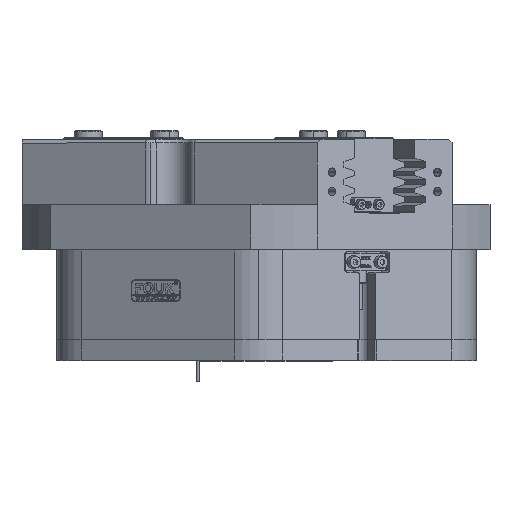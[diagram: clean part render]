
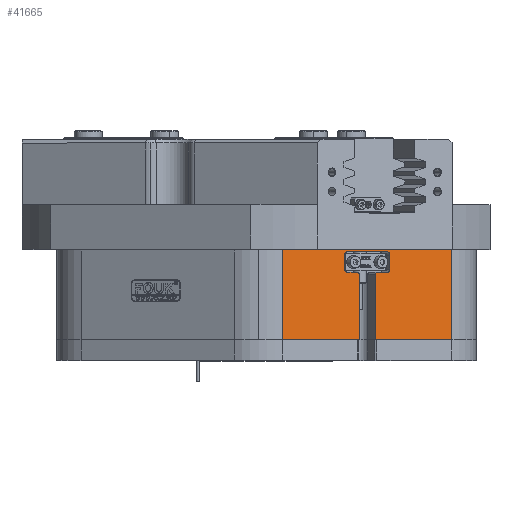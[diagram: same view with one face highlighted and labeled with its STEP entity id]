
A CAD part, top view. The second image highlights one B-rep face of the part: STEP entity #41665.
In plain terms, the highlighted planar face has unit normal (0.5, 0, 0.866).
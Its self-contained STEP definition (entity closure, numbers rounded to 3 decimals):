
#54 = DIRECTION ( 'NONE',  ( -0.866, 0., 0.5 ) ) ;
#213 = DIRECTION ( 'NONE',  ( 0.5, 0., 0.866 ) ) ;
#421 = CARTESIAN_POINT ( 'NONE',  ( 54.737, 51.8, 105.807 ) ) ;
#542 = AXIS2_PLACEMENT_3D ( 'NONE', #30666, #57958, #20894 ) ;
#1680 = LINE ( 'NONE', #19485, #53989 ) ;
#1873 = EDGE_CURVE ( 'NONE', #16580, #34767, #14374, .T. ) ;
#1934 = EDGE_CURVE ( 'NONE', #32874, #54077, #45232, .T. ) ;
#2079 = ORIENTED_EDGE ( 'NONE', *, *, #20052, .F. ) ;
#2194 = CARTESIAN_POINT ( 'NONE',  ( 48.242, 48.5, 109.557 ) ) ;
#2553 = DIRECTION ( 'NONE',  ( -0.866, 0., 0.5 ) ) ;
#2576 = EDGE_LOOP ( 'NONE', ( #12568, #32840, #17041, #52594, #47350, #48983, #39615, #36950, #56554, #49023, #2079, #8296, #11919, #34008, #37096, #24603, #33237, #36634 ) ) ;
#3561 = VERTEX_POINT ( 'NONE', #24619 ) ;
#4598 = CARTESIAN_POINT ( 'NONE',  ( 65.129, 37.5, 99.807 ) ) ;
#5001 = DIRECTION ( 'NONE',  ( 0.5, 0., 0.866 ) ) ;
#5495 = CARTESIAN_POINT ( 'NONE',  ( 238., 0., 0. ) ) ;
#5917 = DIRECTION ( 'NONE',  ( 0., 1., 0. ) ) ;
#6121 = CARTESIAN_POINT ( 'NONE',  ( 72.49, 48.5, 95.557 ) ) ;
#6533 = DIRECTION ( 'NONE',  ( 0.866, 0., -0.5 ) ) ;
#6722 = DIRECTION ( 'NONE',  ( 0.5, 0., 0.866 ) ) ;
#6956 = CARTESIAN_POINT ( 'NONE',  ( 238., 50.5, 0. ) ) ;
#7529 = EDGE_CURVE ( 'NONE', #41925, #40884, #28158, .T. ) ;
#7615 = EDGE_CURVE ( 'NONE', #22981, #35974, #14504, .T. ) ;
#7670 = EDGE_CURVE ( 'NONE', #22981, #49927, #53962, .T. ) ;
#7818 = LINE ( 'NONE', #5495, #8555 ) ;
#8296 = ORIENTED_EDGE ( 'NONE', *, *, #44784, .F. ) ;
#8470 = VERTEX_POINT ( 'NONE', #49448 ) ;
#8555 = VECTOR ( 'NONE', #14667, 1000. ) ;
#9369 = DIRECTION ( 'NONE',  ( 0.866, 0., -0.5 ) ) ;
#9476 = VECTOR ( 'NONE', #32484, 1000. ) ;
#9573 = EDGE_CURVE ( 'NONE', #25468, #41925, #17253, .T. ) ;
#9929 = FACE_OUTER_BOUND ( 'NONE', #2576, .T. ) ;
#10365 = EDGE_CURVE ( 'NONE', #16580, #23505, #59358, .T. ) ;
#11492 = VECTOR ( 'NONE', #54, 1000. ) ;
#11919 = ORIENTED_EDGE ( 'NONE', *, *, #41904, .F. ) ;
#12568 = ORIENTED_EDGE ( 'NONE', *, *, #32501, .T. ) ;
#12791 = CARTESIAN_POINT ( 'NONE',  ( 48.242, 38.5, 109.557 ) ) ;
#12850 = CARTESIAN_POINT ( 'NONE',  ( 65.129, 38.5, 99.807 ) ) ;
#14374 = LINE ( 'NONE', #56978, #24371 ) ;
#14456 = DIRECTION ( 'NONE',  ( 0.866, 0., -0.5 ) ) ;
#14504 = LINE ( 'NONE', #41499, #26667 ) ;
#14667 = DIRECTION ( 'NONE',  ( -0.866, 0., 0.5 ) ) ;
#14703 = CARTESIAN_POINT ( 'NONE',  ( 108., 637.01, 75.056 ) ) ;
#15244 = VERTEX_POINT ( 'NONE', #55226 ) ;
#16242 = EDGE_CURVE ( 'NONE', #3561, #35974, #23655, .T. ) ;
#16580 = VERTEX_POINT ( 'NONE', #12850 ) ;
#17041 = ORIENTED_EDGE ( 'NONE', *, *, #7615, .T. ) ;
#17185 = LINE ( 'NONE', #24219, #59482 ) ;
#17253 = LINE ( 'NONE', #26484, #50268 ) ;
#18242 = DIRECTION ( 'NONE',  ( 0., -1., 0. ) ) ;
#19300 = CARTESIAN_POINT ( 'NONE',  ( 48.242, 50.5, 109.557 ) ) ;
#19485 = CARTESIAN_POINT ( 'NONE',  ( 64.263, 637.01, 100.307 ) ) ;
#20052 = EDGE_CURVE ( 'NONE', #49829, #45994, #26470, .T. ) ;
#20112 = CARTESIAN_POINT ( 'NONE',  ( 70.758, 48.5, 96.557 ) ) ;
#20399 = EDGE_CURVE ( 'NONE', #8470, #15244, #7818, .T. ) ;
#20785 = DIRECTION ( 'NONE',  ( 0.5, 0., 0.866 ) ) ;
#20894 = DIRECTION ( 'NONE',  ( 0.866, 0., -0.5 ) ) ;
#21286 = CARTESIAN_POINT ( 'NONE',  ( 54.737, 37.5, 105.807 ) ) ;
#21769 = CARTESIAN_POINT ( 'NONE',  ( 11., 51.8, 131.059 ) ) ;
#22507 = CARTESIAN_POINT ( 'NONE',  ( 238., 0., 0. ) ) ;
#22981 = VERTEX_POINT ( 'NONE', #21769 ) ;
#23433 = CIRCLE ( 'NONE', #38919, 2. ) ;
#23505 = VERTEX_POINT ( 'NONE', #53783 ) ;
#23655 = LINE ( 'NONE', #22507, #11492 ) ;
#24219 = CARTESIAN_POINT ( 'NONE',  ( 238., 38.5, 0. ) ) ;
#24321 = LINE ( 'NONE', #26311, #59452 ) ;
#24371 = VECTOR ( 'NONE', #38520, 1000. ) ;
#24603 = ORIENTED_EDGE ( 'NONE', *, *, #10365, .T. ) ;
#24619 = CARTESIAN_POINT ( 'NONE',  ( 54.737, 0., 105.807 ) ) ;
#25060 = CARTESIAN_POINT ( 'NONE',  ( 46.51, 40.5, 110.557 ) ) ;
#25180 = DIRECTION ( 'NONE',  ( 0.866, 0., -0.5 ) ) ;
#25468 = VERTEX_POINT ( 'NONE', #29002 ) ;
#26311 = CARTESIAN_POINT ( 'NONE',  ( 54.737, 637.01, 105.807 ) ) ;
#26470 = LINE ( 'NONE', #6956, #53746 ) ;
#26484 = CARTESIAN_POINT ( 'NONE',  ( 46.51, 637.01, 110.557 ) ) ;
#26491 = CARTESIAN_POINT ( 'NONE',  ( 48.242, 40.5, 109.557 ) ) ;
#26667 = VECTOR ( 'NONE', #18242, 1000. ) ;
#26704 = EDGE_CURVE ( 'NONE', #15244, #23505, #1680, .T. ) ;
#28158 = CIRCLE ( 'NONE', #29184, 2. ) ;
#28237 = DIRECTION ( 'NONE',  ( 0.866, 0., -0.5 ) ) ;
#29002 = CARTESIAN_POINT ( 'NONE',  ( 46.51, 48.5, 110.557 ) ) ;
#29184 = AXIS2_PLACEMENT_3D ( 'NONE', #26491, #31098, #49572 ) ;
#30355 = CIRCLE ( 'NONE', #57802, 2. ) ;
#30666 = CARTESIAN_POINT ( 'NONE',  ( 53.871, 37.5, 106.307 ) ) ;
#30750 = VERTEX_POINT ( 'NONE', #50180 ) ;
#30897 = DIRECTION ( 'NONE',  ( 0., -1., 0. ) ) ;
#31098 = DIRECTION ( 'NONE',  ( 0.5, 0., 0.866 ) ) ;
#32484 = DIRECTION ( 'NONE',  ( 0.866, 0., -0.5 ) ) ;
#32501 = EDGE_CURVE ( 'NONE', #8470, #49927, #53165, .T. ) ;
#32654 = VERTEX_POINT ( 'NONE', #6121 ) ;
#32840 = ORIENTED_EDGE ( 'NONE', *, *, #7670, .F. ) ;
#32874 = VERTEX_POINT ( 'NONE', #21286 ) ;
#33237 = ORIENTED_EDGE ( 'NONE', *, *, #26704, .F. ) ;
#33921 = AXIS2_PLACEMENT_3D ( 'NONE', #2194, #20785, #25180 ) ;
#34008 = ORIENTED_EDGE ( 'NONE', *, *, #42271, .F. ) ;
#34140 = EDGE_CURVE ( 'NONE', #32874, #3561, #24321, .T. ) ;
#34767 = VERTEX_POINT ( 'NONE', #49536 ) ;
#35284 = CARTESIAN_POINT ( 'NONE',  ( 108., 51.8, 75.056 ) ) ;
#35331 = DIRECTION ( 'NONE',  ( 0., -1., 0. ) ) ;
#35974 = VERTEX_POINT ( 'NONE', #50620 ) ;
#36525 = AXIS2_PLACEMENT_3D ( 'NONE', #54356, #213, #14456 ) ;
#36634 = ORIENTED_EDGE ( 'NONE', *, *, #20399, .F. ) ;
#36950 = ORIENTED_EDGE ( 'NONE', *, *, #7529, .F. ) ;
#37096 = ORIENTED_EDGE ( 'NONE', *, *, #1873, .F. ) ;
#37803 = VECTOR ( 'NONE', #48520, 1000. ) ;
#37887 = DIRECTION ( 'NONE',  ( 0., 1., 0. ) ) ;
#38520 = DIRECTION ( 'NONE',  ( 0.866, 0., -0.5 ) ) ;
#38919 = AXIS2_PLACEMENT_3D ( 'NONE', #51074, #41838, #9369 ) ;
#39615 = ORIENTED_EDGE ( 'NONE', *, *, #52749, .F. ) ;
#40884 = VERTEX_POINT ( 'NONE', #12791 ) ;
#41499 = CARTESIAN_POINT ( 'NONE',  ( 11., 637.01, 131.059 ) ) ;
#41665 = ADVANCED_FACE ( 'NONE', ( #9929 ), #45160, .T. ) ;
#41838 = DIRECTION ( 'NONE',  ( 0.5, 0., 0.866 ) ) ;
#41904 = EDGE_CURVE ( 'NONE', #30750, #32654, #45720, .T. ) ;
#41925 = VERTEX_POINT ( 'NONE', #25060 ) ;
#42034 = DIRECTION ( 'NONE',  ( 0.866, 0., -0.5 ) ) ;
#42271 = EDGE_CURVE ( 'NONE', #34767, #30750, #23433, .T. ) ;
#42477 = EDGE_CURVE ( 'NONE', #45994, #25468, #58617, .T. ) ;
#42965 = CARTESIAN_POINT ( 'NONE',  ( 70.758, 50.5, 96.557 ) ) ;
#43541 = AXIS2_PLACEMENT_3D ( 'NONE', #4598, #5001, #42034 ) ;
#44784 = EDGE_CURVE ( 'NONE', #32654, #49829, #30355, .T. ) ;
#45160 = PLANE ( 'NONE',  #36525 ) ;
#45232 = CIRCLE ( 'NONE', #542, 1. ) ;
#45720 = LINE ( 'NONE', #57330, #37803 ) ;
#45994 = VERTEX_POINT ( 'NONE', #19300 ) ;
#47350 = ORIENTED_EDGE ( 'NONE', *, *, #34140, .F. ) ;
#48520 = DIRECTION ( 'NONE',  ( 0., 1., 0. ) ) ;
#48983 = ORIENTED_EDGE ( 'NONE', *, *, #1934, .T. ) ;
#49023 = ORIENTED_EDGE ( 'NONE', *, *, #42477, .F. ) ;
#49448 = CARTESIAN_POINT ( 'NONE',  ( 108., 0., 75.056 ) ) ;
#49536 = CARTESIAN_POINT ( 'NONE',  ( 70.758, 38.5, 96.557 ) ) ;
#49572 = DIRECTION ( 'NONE',  ( 0.866, 0., -0.5 ) ) ;
#49829 = VERTEX_POINT ( 'NONE', #42965 ) ;
#49927 = VERTEX_POINT ( 'NONE', #35284 ) ;
#50180 = CARTESIAN_POINT ( 'NONE',  ( 72.49, 40.5, 95.557 ) ) ;
#50268 = VECTOR ( 'NONE', #30897, 1000. ) ;
#50620 = CARTESIAN_POINT ( 'NONE',  ( 11., 0., 131.059 ) ) ;
#51074 = CARTESIAN_POINT ( 'NONE',  ( 70.758, 40.5, 96.557 ) ) ;
#52594 = ORIENTED_EDGE ( 'NONE', *, *, #16242, .F. ) ;
#52749 = EDGE_CURVE ( 'NONE', #40884, #54077, #17185, .T. ) ;
#53165 = LINE ( 'NONE', #14703, #57472 ) ;
#53746 = VECTOR ( 'NONE', #2553, 1000. ) ;
#53783 = CARTESIAN_POINT ( 'NONE',  ( 64.263, 37.5, 100.307 ) ) ;
#53962 = LINE ( 'NONE', #421, #9476 ) ;
#53989 = VECTOR ( 'NONE', #37887, 1000. ) ;
#54077 = VERTEX_POINT ( 'NONE', #56161 ) ;
#54356 = CARTESIAN_POINT ( 'NONE',  ( 238., 637.01, 0. ) ) ;
#55226 = CARTESIAN_POINT ( 'NONE',  ( 64.263, 0., 100.307 ) ) ;
#56161 = CARTESIAN_POINT ( 'NONE',  ( 53.871, 38.5, 106.307 ) ) ;
#56554 = ORIENTED_EDGE ( 'NONE', *, *, #9573, .F. ) ;
#56978 = CARTESIAN_POINT ( 'NONE',  ( 238., 38.5, 0. ) ) ;
#57330 = CARTESIAN_POINT ( 'NONE',  ( 72.49, 637.01, 95.557 ) ) ;
#57472 = VECTOR ( 'NONE', #5917, 1000. ) ;
#57802 = AXIS2_PLACEMENT_3D ( 'NONE', #20112, #6722, #6533 ) ;
#57958 = DIRECTION ( 'NONE',  ( 0.5, 0., 0.866 ) ) ;
#58617 = CIRCLE ( 'NONE', #33921, 2. ) ;
#59358 = CIRCLE ( 'NONE', #43541, 1. ) ;
#59452 = VECTOR ( 'NONE', #35331, 1000. ) ;
#59482 = VECTOR ( 'NONE', #28237, 1000. ) ;
